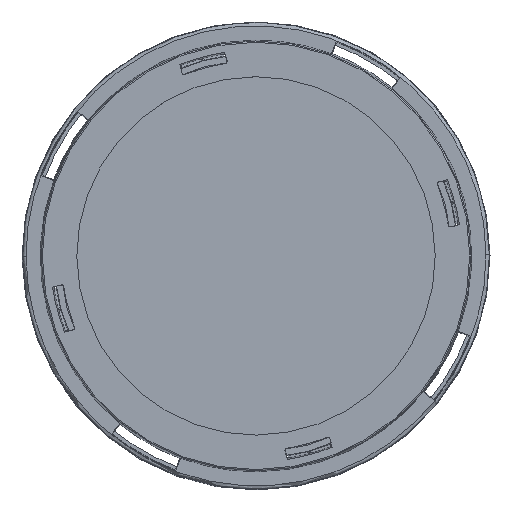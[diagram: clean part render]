
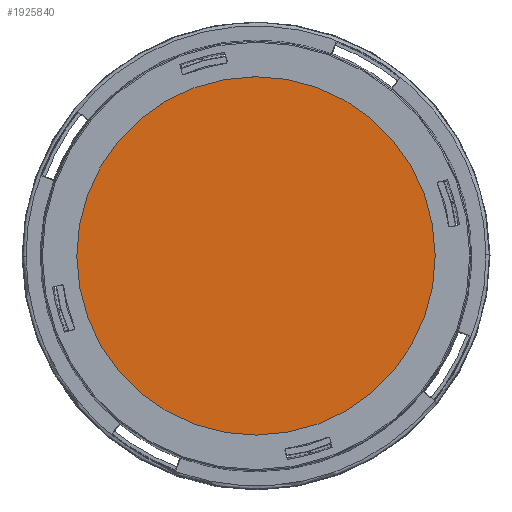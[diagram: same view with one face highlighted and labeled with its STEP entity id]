
A CAD part, top view. The second image highlights one B-rep face of the part: STEP entity #1925840.
In plain terms, the highlighted face is planar.
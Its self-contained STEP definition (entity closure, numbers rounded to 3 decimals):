
#1738600=CARTESIAN_POINT('',(-3.003,-42.5,
-64.074));
#1738610=VERTEX_POINT('',#1738600);
#1738640=CARTESIAN_POINT('',(-3.003,0.,
-64.074));
#1738650=DIRECTION('',(0.,0.,
1.));
#1738660=DIRECTION('',(0.,1.,
0.));
#1738670=AXIS2_PLACEMENT_3D('',#1738640,#1738650,#1738660);
#1738680=CIRCLE('',#1738670,42.5);
#1738690=CARTESIAN_POINT('',(-39.809,-21.25,
-64.074));
#1738700=VERTEX_POINT('',#1738690);
#1738710=EDGE_CURVE('',#1738700,#1738610,#1738680,.T.);
#1738730=CARTESIAN_POINT('',(-3.003,42.5,
-64.074));
#1738740=VERTEX_POINT('',#1738730);
#1738750=EDGE_CURVE('',#1738740,#1738700,#1738680,.T.);
#1925730=CARTESIAN_POINT('',(-24.916,5.835,
-64.074));
#1925740=DIRECTION('',(0.,0.,
-1.));
#1925750=DIRECTION('',(-0.257,-0.966,
0.));
#1925760=AXIS2_PLACEMENT_3D('',#1925730,#1925740,#1925750);
#1925770=PLANE('',#1925760);
#1925780=ORIENTED_EDGE('',*,*,#1738710,.F.);
#1925790=EDGE_CURVE('',#1738610,#1738740,#1738680,.T.);
#1925800=ORIENTED_EDGE('',*,*,#1925790,.F.);
#1925810=ORIENTED_EDGE('',*,*,#1738750,.F.);
#1925820=EDGE_LOOP('',(#1925810,#1925800,#1925780));
#1925830=FACE_OUTER_BOUND('',#1925820,.T.);
#1925840=ADVANCED_FACE('',(#1925830),#1925770,.T.);
